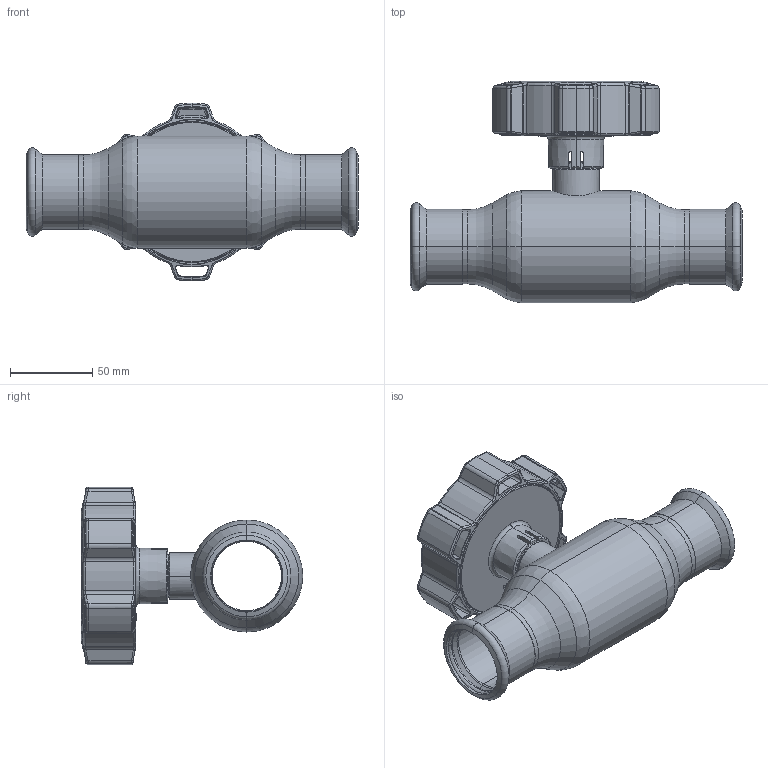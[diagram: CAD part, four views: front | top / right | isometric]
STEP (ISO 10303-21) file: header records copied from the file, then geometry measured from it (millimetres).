
FILE_DESCRIPTION (( 'STEP AP214' ), '1' );
FILE_NAME ('1040000100-1200.step', '2024-01-15T11:15:07', ( '' ), ( '' ), 'SwSTEP 2.0', 'SolidWorks 2021', '' );
FILE_SCHEMA (( 'AUTOMOTIVE_DESIGN' ));
Length unit declared in the file: millimetre
Products named in the file (1): 1040000100-1200
Bounding box: 201.6 x 134.5 x 107.98 mm (x, y, z)
Surface area: 89861.3 mm2 (no closed solid volume)
Topology: 0 solids, 11 shells, 503 faces, 1706 edges, 1163 vertices
Faces by surface type: bspline 157, cylinder 117, plane 91, torus 75, cone 57, sphere 6
Entity records: 32589 total; most frequent: CARTESIAN_POINT 14296, ORIENTED_EDGE 2814, DIRECTION 2140, EDGE_CURVE 1694, VERTEX_POINT 1163, AXIS2_PLACEMENT_3D 857, B_SPLINE_CURVE_WITH_KNOTS 735, EDGE_LOOP 534
